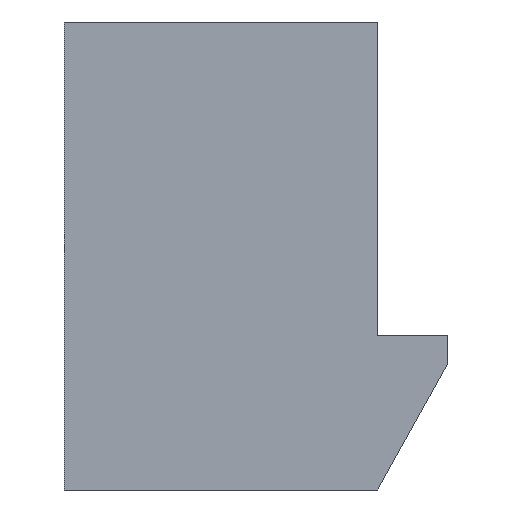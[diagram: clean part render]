
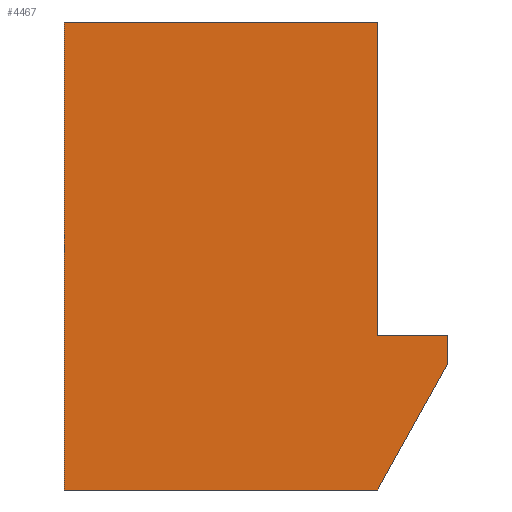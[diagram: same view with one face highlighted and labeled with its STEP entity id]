
A CAD part, left-side view. The second image highlights one B-rep face of the part: STEP entity #4467.
In plain terms, the highlighted planar face has unit normal (-1, 0, 0).
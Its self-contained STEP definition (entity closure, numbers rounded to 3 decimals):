
#73=FACE_OUTER_BOUND('',#376,.T.);
#376=EDGE_LOOP('',(#3175,#3176,#3177,#3178,#3179,#3180,#3181));
#670=LINE('',#6244,#1301);
#848=LINE('',#6600,#1479);
#849=LINE('',#6602,#1480);
#850=LINE('',#6604,#1481);
#851=LINE('',#6606,#1482);
#852=LINE('',#6608,#1483);
#853=LINE('',#6609,#1484);
#1301=VECTOR('',#5070,7.3);
#1479=VECTOR('',#5250,3.372);
#1480=VECTOR('',#5251,0.653);
#1481=VECTOR('',#5252,1.637);
#1482=VECTOR('',#5253,7.3);
#1483=VECTOR('',#5254,7.3);
#1484=VECTOR('',#5255,10.9);
#1919=VERTEX_POINT('',#6241);
#1920=VERTEX_POINT('',#6243);
#2097=VERTEX_POINT('',#6599);
#2098=VERTEX_POINT('',#6601);
#2099=VERTEX_POINT('',#6603);
#2100=VERTEX_POINT('',#6605);
#2101=VERTEX_POINT('',#6607);
#2350=EDGE_CURVE('',#1920,#1919,#670,.T.);
#2528=EDGE_CURVE('',#1919,#2097,#848,.T.);
#2529=EDGE_CURVE('',#2097,#2098,#849,.T.);
#2530=EDGE_CURVE('',#2098,#2099,#850,.T.);
#2531=EDGE_CURVE('',#2099,#2100,#851,.T.);
#2532=EDGE_CURVE('',#2101,#2100,#852,.T.);
#2533=EDGE_CURVE('',#1920,#2101,#853,.T.);
#3175=ORIENTED_EDGE('',*,*,#2350,.T.);
#3176=ORIENTED_EDGE('',*,*,#2528,.T.);
#3177=ORIENTED_EDGE('',*,*,#2529,.T.);
#3178=ORIENTED_EDGE('',*,*,#2530,.T.);
#3179=ORIENTED_EDGE('',*,*,#2531,.T.);
#3180=ORIENTED_EDGE('',*,*,#2532,.F.);
#3181=ORIENTED_EDGE('',*,*,#2533,.F.);
#4208=PLANE('',#4746);
#4467=ADVANCED_FACE('',(#73),#4208,.F.);
#4746=AXIS2_PLACEMENT_3D('',#6598,#5248,#5249);
#5070=DIRECTION('',(0.,-1.,0.));
#5248=DIRECTION('center_axis',(1.,0.,0.));
#5249=DIRECTION('ref_axis',(0.,0.,-1.));
#5250=DIRECTION('',(0.,-0.486,0.874));
#5251=DIRECTION('',(0.,0.,1.));
#5252=DIRECTION('',(0.,1.,0.));
#5253=DIRECTION('',(0.,0.,1.));
#5254=DIRECTION('',(0.,-1.,0.));
#5255=DIRECTION('',(0.,0.,1.));
#6241=CARTESIAN_POINT('',(-12.5,-3.65,-5.45));
#6243=CARTESIAN_POINT('',(-12.5,3.65,-5.45));
#6244=CARTESIAN_POINT('',(-12.5,3.65,-5.45));
#6598=CARTESIAN_POINT('Origin',(-12.5,3.65,5.45));
#6599=CARTESIAN_POINT('',(-12.5,-5.287,-2.503));
#6600=CARTESIAN_POINT('',(-12.5,-3.65,-5.45));
#6601=CARTESIAN_POINT('',(-12.5,-5.287,-1.85));
#6602=CARTESIAN_POINT('',(-12.5,-5.287,-2.503));
#6603=CARTESIAN_POINT('',(-12.5,-3.65,-1.85));
#6604=CARTESIAN_POINT('',(-12.5,-5.287,-1.85));
#6605=CARTESIAN_POINT('',(-12.5,-3.65,5.45));
#6606=CARTESIAN_POINT('',(-12.5,-3.65,-1.85));
#6607=CARTESIAN_POINT('',(-12.5,3.65,5.45));
#6608=CARTESIAN_POINT('',(-12.5,3.65,5.45));
#6609=CARTESIAN_POINT('',(-12.5,3.65,-5.45));
